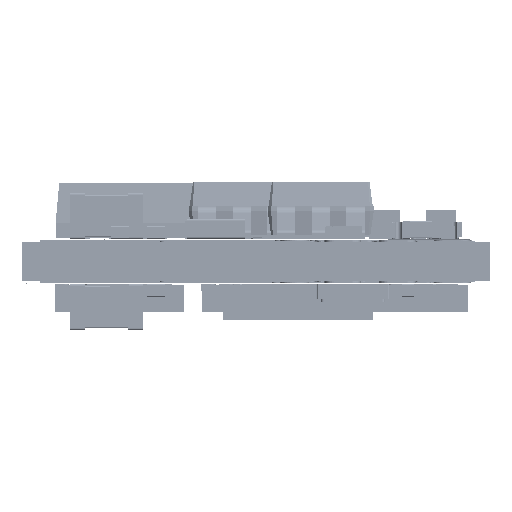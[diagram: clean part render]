
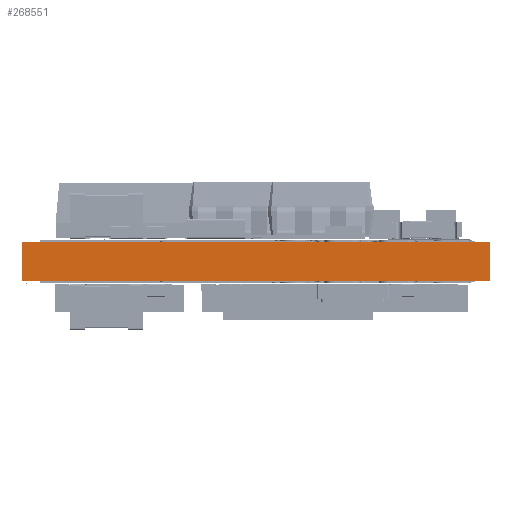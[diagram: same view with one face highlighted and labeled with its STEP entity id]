
A CAD part, front view. The second image highlights one B-rep face of the part: STEP entity #268551.
In plain terms, the highlighted planar face has unit normal (0, -1, 0).
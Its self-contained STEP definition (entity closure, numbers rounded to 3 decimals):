
#268512=CARTESIAN_POINT('',(6.4,-14.4,0.));
#268513=DIRECTION('',(0.,-1.,0.));
#268514=DIRECTION('',(-1.,0.,0.));
#268515=AXIS2_PLACEMENT_3D('',#268512,#268513,#268514);
#268516=PLANE('',#268515);
#268517=CARTESIAN_POINT('',(6.4,-14.4,0.));
#268518=VERTEX_POINT('',#268517);
#268519=CARTESIAN_POINT('',(6.4,-14.4,1.07));
#268520=VERTEX_POINT('',#268519);
#268521=CARTESIAN_POINT('',(6.4,-14.4,0.));
#268522=DIRECTION('',(-0.,-0.,1.));
#268523=VECTOR('',#268522,1.07);
#268524=LINE('',#268521,#268523);
#268525=EDGE_CURVE('',#268518,#268520,#268524,.T.);
#268526=ORIENTED_EDGE('',*,*,#268525,.T.);
#268527=CARTESIAN_POINT('',(-6.4,-14.4,1.07));
#268528=VERTEX_POINT('',#268527);
#268529=CARTESIAN_POINT('',(6.4,-14.4,1.07));
#268530=DIRECTION('',(-1.,0.,0.));
#268531=VECTOR('',#268530,12.8);
#268532=LINE('',#268529,#268531);
#268533=EDGE_CURVE('',#268520,#268528,#268532,.T.);
#268534=ORIENTED_EDGE('',*,*,#268533,.T.);
#268535=CARTESIAN_POINT('',(-6.4,-14.4,0.));
#268536=VERTEX_POINT('',#268535);
#268537=CARTESIAN_POINT('',(-6.4,-14.4,0.));
#268538=DIRECTION('',(-0.,-0.,1.));
#268539=VECTOR('',#268538,1.07);
#268540=LINE('',#268537,#268539);
#268541=EDGE_CURVE('',#268536,#268528,#268540,.T.);
#268542=ORIENTED_EDGE('',*,*,#268541,.F.);
#268543=CARTESIAN_POINT('',(6.4,-14.4,0.));
#268544=DIRECTION('',(-1.,-0.,0.));
#268545=VECTOR('',#268544,12.8);
#268546=LINE('',#268543,#268545);
#268547=EDGE_CURVE('',#268518,#268536,#268546,.T.);
#268548=ORIENTED_EDGE('',*,*,#268547,.F.);
#268549=EDGE_LOOP('',(#268526,#268534,#268542,#268548));
#268550=FACE_BOUND('',#268549,.T.);
#268551=ADVANCED_FACE('',(#268550),#268516,.T.);
